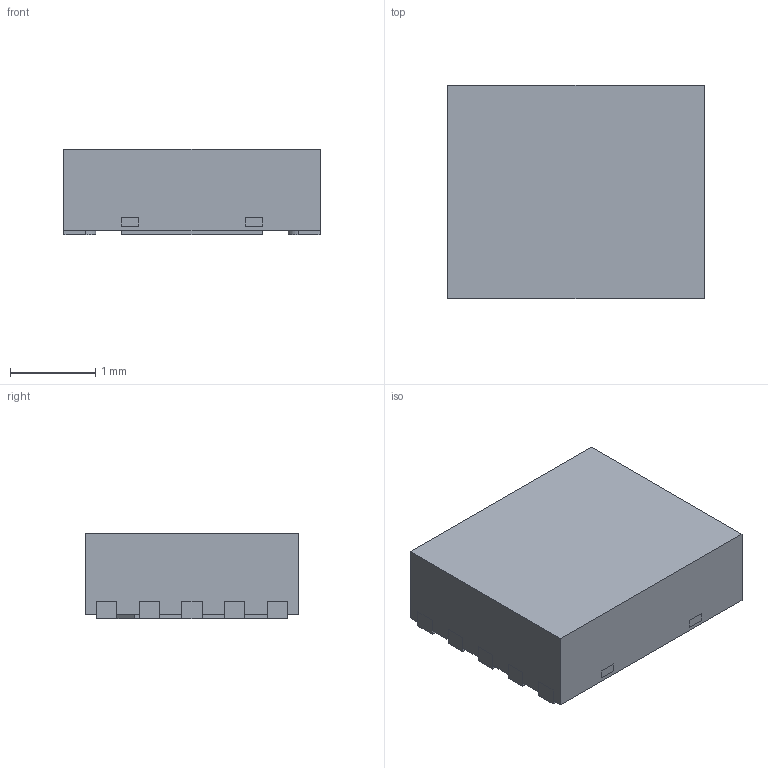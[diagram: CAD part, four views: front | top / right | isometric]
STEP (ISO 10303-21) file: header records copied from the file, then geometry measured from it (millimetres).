
FILE_DESCRIPTION((''),'2;1');
FILE_NAME('DMW0010A_ASM','2016-08-30T',('a0412025'),(''),'CREO PARAMETRIC BY PTC INC, 2016050','CREO PARAMETRIC BY PTC INC, 2016050','');
FILE_SCHEMA(('AUTOMOTIVE_DESIGN { 1 0 10303 214 1 1 1 1 }'));
Length unit declared in the file: millimetre
Products named in the file (4): BODY-SON; FRAME-DMW0010A; PIN1-ID; DMW0010A_ASM
Assembly tree (3 placements, depth 2):
  DMW0010A_ASM
    BODY-SON
    FRAME-DMW0010A
    PIN1-ID
Bounding box: 3 x 2.5 x 1 mm (x, y, z)
Volume: 7.3 mm3; surface area: 44.7 mm2
Topology: 12 solids, 12 shells, 157 faces, 402 edges, 268 vertices
Faces by surface type: plane 137, cylinder 20
Entity records: 6531 total; most frequent: CARTESIAN_POINT 841, ORIENTED_EDGE 804, DIRECTION 770, PRESENTATION_STYLE_ASSIGNMENT 425, STYLED_ITEM 414, CURVE_STYLE 402, EDGE_CURVE 402, VECTOR 362
